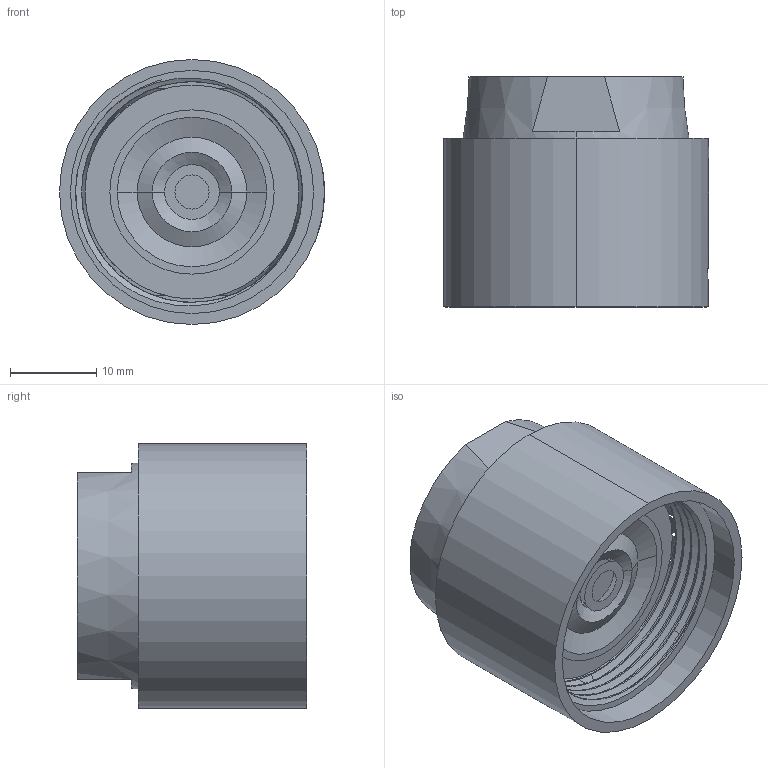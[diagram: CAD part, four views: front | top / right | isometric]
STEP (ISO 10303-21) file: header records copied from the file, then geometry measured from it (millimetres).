
FILE_DESCRIPTION((''),'2;1');
FILE_NAME('291_SW0001','2010-11-16T',('project'),(''),'PRO/ENGINEER BY PARAMETRIC TECHNOLOGY CORPORATION, 2009300','PRO/ENGINEER BY PARAMETRIC TECHNOLOGY CORPORATION, 2009300','');
FILE_SCHEMA(('CONFIG_CONTROL_DESIGN'));
Length unit declared in the file: inch
Products named in the file (1): 291_SW0001
Bounding box: 30.73 x 26.67 x 30.73 mm (x, y, z)
Surface area: 6322.1 mm2 (no closed solid volume)
Topology: 0 solids, 12 shells, 79 faces, 370 edges, 307 vertices
Faces by surface type: cylinder 34, plane 23, bspline 12, cone 8, torus 2
Entity records: 7760 total; most frequent: CARTESIAN_POINT 5002, ORIENTED_EDGE 518, DIRECTION 468, EDGE_CURVE 370, VERTEX_POINT 307, VECTOR 168, LINE 168, AXIS2_PLACEMENT_3D 150
